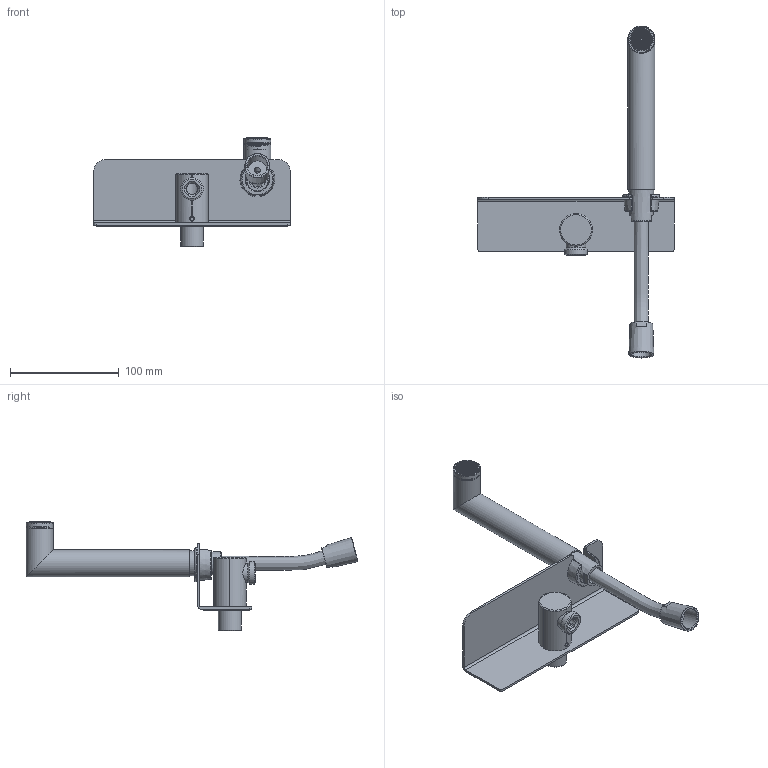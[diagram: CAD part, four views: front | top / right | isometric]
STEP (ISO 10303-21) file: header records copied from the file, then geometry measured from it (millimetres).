
FILE_DESCRIPTION(('STEP AP214'),'1');
FILE_NAME('Art.22510.stp','2022-09-05T07:42:29',(' '),(' '),'Spatial InterOp 3D',' ',' ');
FILE_SCHEMA(('AUTOMOTIVE_DESIGN { 1 0 10303 214 1 1 1 1 }'));
Length unit declared in the file: millimetre
Products named in the file (1): Art.22510
Bounding box: 180 x 304.65 x 100.8 mm (x, y, z)
Volume: 137939.5 mm3; surface area: 106125.8 mm2
Topology: 1 solids, 16 shells, 4134 faces, 11389 edges, 7523 vertices
Faces by surface type: plane 2905, bspline 477, cylinder 430, cone 199, torus 111, sphere 11, extrusion 1
Full cylindrical faces by diameter (mm): 0.75 x6, 0.8 x6, 1.4 x2, 1.5 x1, 2.2 x1, 3.3 x1, 5.5 x2, 7 x1, 8 x1, 8.9 x2, 10 x2, 10.5 x1, 11.5 x2, 13.8 x1, 14.5 x1, 14.8 x3, 15 x2, 15.1 x1, 15.6 x1, 16 x4, 17.631 x2, 17.8 x2, 18.2 x1, 18.631 x2, 18.955 x1, 19 x2, 20.935 x1, 20.955 x2, 21 x1, 21.6 x3
Entity records: 188885 total; most frequent: CARTESIAN_POINT 51624, DIRECTION 21918, ORIENTED_EDGE 21758, EDGE_CURVE 10879, AXIS2_PLACEMENT_3D 9006, VERTEX_POINT 7351, EDGE_LOOP 5310, CIRCLE 5047
